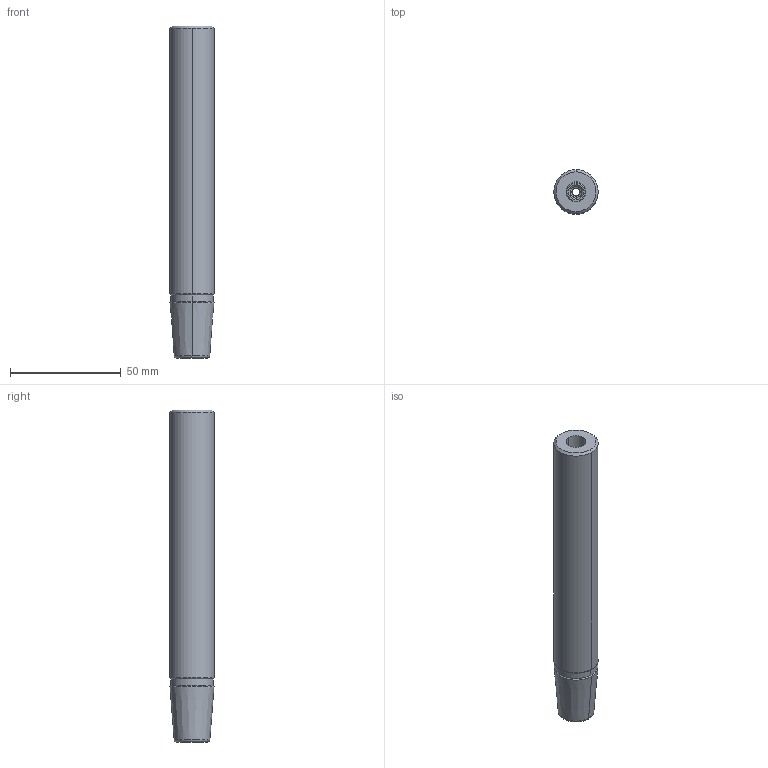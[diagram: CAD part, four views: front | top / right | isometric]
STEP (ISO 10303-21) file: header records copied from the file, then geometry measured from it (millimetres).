
FILE_DESCRIPTION((''),'2;1');
FILE_NAME('120_70_12','2020-09-24T',('103090'),(''),'CREO PARAMETRIC BY PTC INC, 2016260','CREO PARAMETRIC BY PTC INC, 2016260','');
FILE_SCHEMA(('CONFIG_CONTROL_DESIGN'));
Length unit declared in the file: millimetre
Products named in the file (1): 120_70_12
Bounding box: 20 x 20 x 150 mm (x, y, z)
Volume: 34604.3 mm3; surface area: 14105.4 mm2
Topology: 1 solids, 1 shells, 44 faces, 92 edges, 54 vertices
Faces by surface type: cone 16, plane 12, cylinder 12, torus 4
Entity records: 1262 total; most frequent: CARTESIAN_POINT 259, DIRECTION 220, ORIENTED_EDGE 184, AXIS2_PLACEMENT_3D 93, EDGE_CURVE 92, VERTEX_POINT 54, EDGE_LOOP 50, CIRCLE 46
